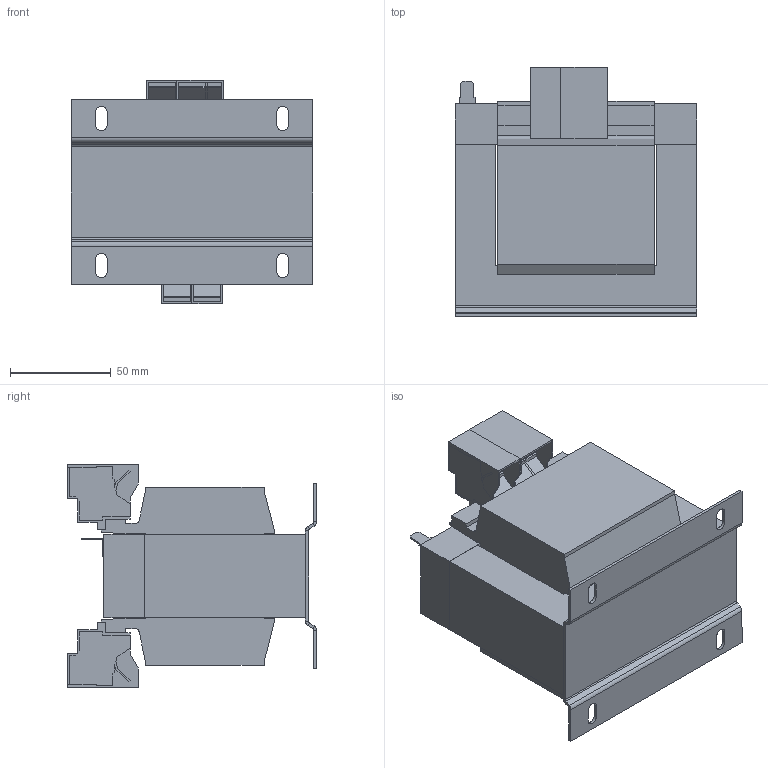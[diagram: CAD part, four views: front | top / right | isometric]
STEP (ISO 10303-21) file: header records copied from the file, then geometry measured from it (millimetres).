
FILE_DESCRIPTION (( 'STEP AP214' ), '1' );
FILE_NAME ('192652.STEP', '2023-08-15T11:29:51', ( '' ), ( '' ), 'SwSTEP 2.0', 'SolidWorks 2018', '' );
FILE_SCHEMA (( 'AUTOMOTIVE_DESIGN' ));
Length unit declared in the file: millimetre
Products named in the file (1): 192652
Bounding box: 120.05 x 123.62 x 111.1 mm (x, y, z)
Volume: 802932.8 mm3; surface area: 110530.7 mm2
Topology: 1 solids, 1 shells, 414 faces, 1182 edges, 770 vertices
Faces by surface type: plane 360, cylinder 54
Entity records: 13316 total; most frequent: CARTESIAN_POINT 2367, ORIENTED_EDGE 2364, DIRECTION 2120, EDGE_CURVE 1182, LINE 1074, VECTOR 1074, VERTEX_POINT 770, AXIS2_PLACEMENT_3D 523
